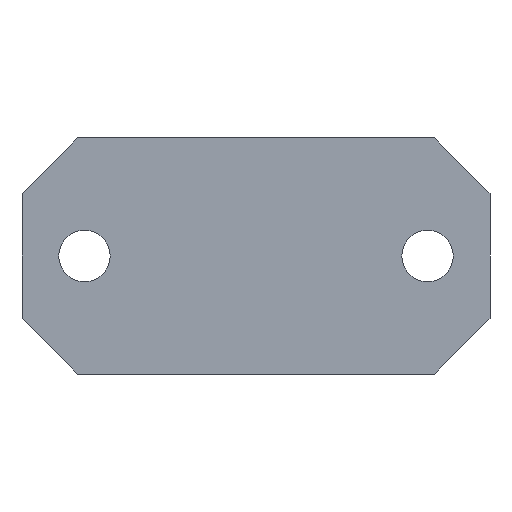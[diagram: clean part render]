
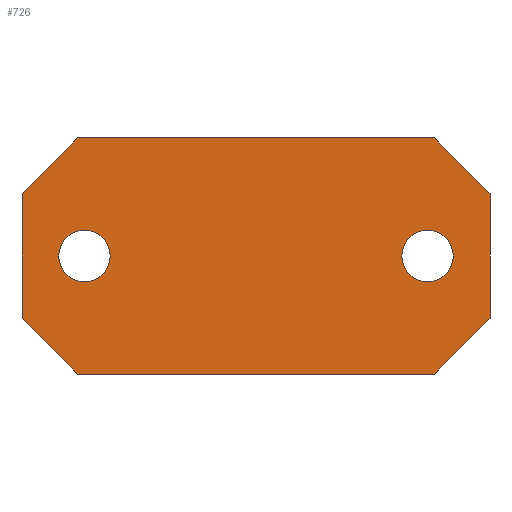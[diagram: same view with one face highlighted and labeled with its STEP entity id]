
A CAD part, front view. The second image highlights one B-rep face of the part: STEP entity #726.
In plain terms, the highlighted planar face has unit normal (0, -1, 0).
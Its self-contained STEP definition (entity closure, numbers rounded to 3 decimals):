
#20=FACE_BOUND('',#113,.T.);
#21=FACE_BOUND('',#114,.T.);
#31=CIRCLE('',#788,1.85);
#32=CIRCLE('',#790,1.85);
#70=FACE_OUTER_BOUND('',#112,.T.);
#112=EDGE_LOOP('',(#618,#619,#620,#621,#622,#623,#624,#625));
#113=EDGE_LOOP('',(#626));
#114=EDGE_LOOP('',(#627));
#173=LINE('',#1133,#258);
#177=LINE('',#1145,#262);
#185=LINE('',#1162,#270);
#187=LINE('',#1165,#272);
#188=LINE('',#1169,#273);
#192=LINE('',#1175,#277);
#193=LINE('',#1177,#278);
#200=LINE('',#1194,#285);
#258=VECTOR('',#906,10.);
#262=VECTOR('',#916,10.);
#270=VECTOR('',#930,10.);
#272=VECTOR('',#934,10.);
#273=VECTOR('',#937,10.);
#277=VECTOR('',#943,10.);
#278=VECTOR('',#946,10.);
#285=VECTOR('',#967,10.);
#341=VERTEX_POINT('',#1130);
#342=VERTEX_POINT('',#1132);
#346=VERTEX_POINT('',#1143);
#347=VERTEX_POINT('',#1144);
#353=VERTEX_POINT('',#1161);
#354=VERTEX_POINT('',#1167);
#355=VERTEX_POINT('',#1168);
#356=VERTEX_POINT('',#1173);
#358=VERTEX_POINT('',#1186);
#359=VERTEX_POINT('',#1190);
#423=EDGE_CURVE('',#342,#341,#173,.T.);
#429=EDGE_CURVE('',#346,#347,#177,.T.);
#438=EDGE_CURVE('',#353,#347,#185,.T.);
#440=EDGE_CURVE('',#353,#341,#187,.T.);
#441=EDGE_CURVE('',#354,#355,#188,.T.);
#445=EDGE_CURVE('',#354,#356,#192,.T.);
#446=EDGE_CURVE('',#342,#356,#193,.T.);
#452=EDGE_CURVE('',#358,#358,#31,.T.);
#454=EDGE_CURVE('',#359,#359,#32,.T.);
#455=EDGE_CURVE('',#346,#355,#200,.T.);
#618=ORIENTED_EDGE('',*,*,#429,.F.);
#619=ORIENTED_EDGE('',*,*,#455,.T.);
#620=ORIENTED_EDGE('',*,*,#441,.F.);
#621=ORIENTED_EDGE('',*,*,#445,.T.);
#622=ORIENTED_EDGE('',*,*,#446,.F.);
#623=ORIENTED_EDGE('',*,*,#423,.T.);
#624=ORIENTED_EDGE('',*,*,#440,.F.);
#625=ORIENTED_EDGE('',*,*,#438,.T.);
#626=ORIENTED_EDGE('',*,*,#454,.T.);
#627=ORIENTED_EDGE('',*,*,#452,.T.);
#691=PLANE('',#791);
#726=ADVANCED_FACE('',(#70,#20,#21),#691,.T.);
#788=AXIS2_PLACEMENT_3D('',#1188,#958,#959);
#790=AXIS2_PLACEMENT_3D('',#1192,#963,#964);
#791=AXIS2_PLACEMENT_3D('',#1193,#965,#966);
#906=DIRECTION('',(-1.,0.,0.));
#916=DIRECTION('',(-0.707,0.,0.707));
#930=DIRECTION('',(0.,0.,-1.));
#934=DIRECTION('',(0.707,0.,0.707));
#937=DIRECTION('',(-0.707,0.,-0.707));
#943=DIRECTION('',(0.,0.,1.));
#946=DIRECTION('',(0.707,0.,-0.707));
#958=DIRECTION('center_axis',(0.,1.,0.));
#959=DIRECTION('ref_axis',(-1.,0.,0.));
#963=DIRECTION('center_axis',(0.,1.,0.));
#964=DIRECTION('ref_axis',(-1.,0.,0.));
#965=DIRECTION('center_axis',(0.,-1.,0.));
#966=DIRECTION('ref_axis',(0.,0.,-1.));
#967=DIRECTION('',(1.,0.,0.));
#1130=CARTESIAN_POINT('',(-12.85,-18.9,0.));
#1132=CARTESIAN_POINT('',(12.85,-18.9,0.));
#1133=CARTESIAN_POINT('',(16.85,-18.9,0.));
#1143=CARTESIAN_POINT('',(-12.85,-18.9,-17.));
#1144=CARTESIAN_POINT('',(-16.85,-18.9,-13.));
#1145=CARTESIAN_POINT('',(-12.762,-18.9,-17.087));
#1161=CARTESIAN_POINT('',(-16.85,-18.9,-4.));
#1162=CARTESIAN_POINT('',(-16.85,-18.9,0.));
#1165=CARTESIAN_POINT('',(-12.762,-18.9,0.087));
#1167=CARTESIAN_POINT('',(16.85,-18.9,-13.));
#1168=CARTESIAN_POINT('',(12.85,-18.9,-17.));
#1169=CARTESIAN_POINT('',(12.762,-18.9,-17.087));
#1173=CARTESIAN_POINT('',(16.85,-18.9,-4.));
#1175=CARTESIAN_POINT('',(16.85,-18.9,-17.));
#1177=CARTESIAN_POINT('',(12.762,-18.9,0.087));
#1186=CARTESIAN_POINT('',(14.2,-18.9,-8.5));
#1188=CARTESIAN_POINT('Origin',(12.35,-18.9,-8.5));
#1190=CARTESIAN_POINT('',(-10.5,-18.9,-8.5));
#1192=CARTESIAN_POINT('Origin',(-12.35,-18.9,-8.5));
#1193=CARTESIAN_POINT('Origin',(0.,-18.9,
-8.5));
#1194=CARTESIAN_POINT('',(-16.85,-18.9,-17.));
